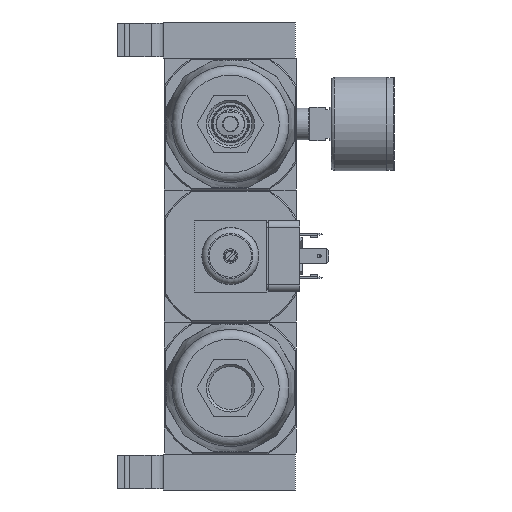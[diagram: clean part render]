
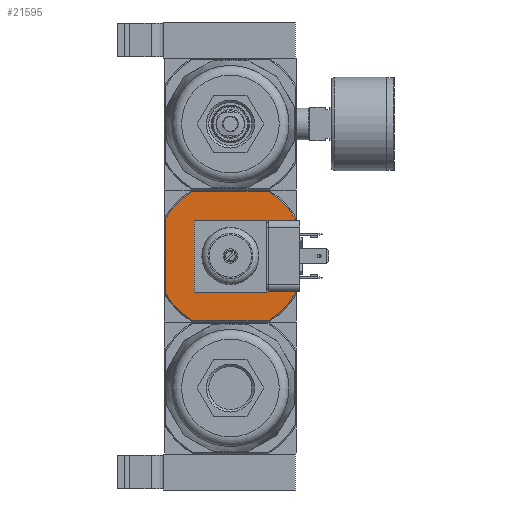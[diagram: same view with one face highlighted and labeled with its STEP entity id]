
A CAD part, front view. The second image highlights one B-rep face of the part: STEP entity #21595.
In plain terms, the highlighted planar face has unit normal (0, -1, 0).
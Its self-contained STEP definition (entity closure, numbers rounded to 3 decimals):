
#1781=CIRCLE('',#30482,6.579);
#1782=CIRCLE('',#30483,31.25);
#1783=CIRCLE('',#30484,31.25);
#1784=CIRCLE('',#30485,31.25);
#1785=CIRCLE('',#30486,31.25);
#4947=ORIENTED_EDGE('',*,*,#9821,.F.);
#4948=ORIENTED_EDGE('',*,*,#9822,.T.);
#4949=ORIENTED_EDGE('',*,*,#9823,.F.);
#4950=ORIENTED_EDGE('',*,*,#9817,.T.);
#4951=ORIENTED_EDGE('',*,*,#9824,.F.);
#4952=ORIENTED_EDGE('',*,*,#9825,.F.);
#4953=ORIENTED_EDGE('',*,*,#9826,.F.);
#4954=ORIENTED_EDGE('',*,*,#9827,.F.);
#4955=ORIENTED_EDGE('',*,*,#9828,.F.);
#9817=EDGE_CURVE('',#12515,#12516,#14278,.T.);
#9821=EDGE_CURVE('',#12519,#12519,#1781,.T.);
#9822=EDGE_CURVE('',#12520,#12521,#14280,.T.);
#9823=EDGE_CURVE('',#12515,#12521,#1782,.T.);
#9824=EDGE_CURVE('',#12522,#12516,#1783,.T.);
#9825=EDGE_CURVE('',#12523,#12522,#14281,.T.);
#9826=EDGE_CURVE('',#12524,#12523,#1784,.T.);
#9827=EDGE_CURVE('',#12525,#12524,#14282,.T.);
#9828=EDGE_CURVE('',#12520,#12525,#1785,.T.);
#12515=VERTEX_POINT('',#41925);
#12516=VERTEX_POINT('',#41926);
#12519=VERTEX_POINT('',#41940);
#12520=VERTEX_POINT('',#41942);
#12521=VERTEX_POINT('',#41943);
#12522=VERTEX_POINT('',#41946);
#12523=VERTEX_POINT('',#41948);
#12524=VERTEX_POINT('',#41950);
#12525=VERTEX_POINT('',#41952);
#14278=LINE('',#41924,#15817);
#14280=LINE('',#41941,#15819);
#14281=LINE('',#41947,#15820);
#14282=LINE('',#41951,#15821);
#15817=VECTOR('',#34531,1000.);
#15819=VECTOR('',#34537,1000.);
#15820=VECTOR('',#34542,1000.);
#15821=VECTOR('',#34545,1000.);
#17577=EDGE_LOOP('',(#4947));
#17578=EDGE_LOOP('',(#4948,#4949,#4950,#4951,#4952,#4953,#4954,#4955));
#19315=FACE_BOUND('',#17577,.T.);
#19316=FACE_BOUND('',#17578,.T.);
#20559=PLANE('',#30481);
#21595=ADVANCED_FACE('',(#19315,#19316),#20559,.F.);
#30481=AXIS2_PLACEMENT_3D('',#41938,#34533,#34534);
#30482=AXIS2_PLACEMENT_3D('',#41939,#34535,#34536);
#30483=AXIS2_PLACEMENT_3D('',#41944,#34538,#34539);
#30484=AXIS2_PLACEMENT_3D('',#41945,#34540,#34541);
#30485=AXIS2_PLACEMENT_3D('',#41949,#34543,#34544);
#30486=AXIS2_PLACEMENT_3D('',#41953,#34546,#34547);
#34531=DIRECTION('',(0.,0.,-1.));
#34533=DIRECTION('',(0.,1.,0.));
#34534=DIRECTION('',(0.,0.,1.));
#34535=DIRECTION('',(0.,-1.,0.));
#34536=DIRECTION('',(0.,0.,-1.));
#34537=DIRECTION('',(-1.,0.,0.));
#34538=DIRECTION('',(0.,1.,0.));
#34539=DIRECTION('',(-1.,0.,0.));
#34540=DIRECTION('',(0.,1.,0.));
#34541=DIRECTION('',(-1.,0.,0.));
#34542=DIRECTION('',(-1.,0.,0.));
#34543=DIRECTION('',(0.,1.,0.));
#34544=DIRECTION('',(-1.,0.,0.));
#34545=DIRECTION('',(0.,0.,-1.));
#34546=DIRECTION('',(0.,1.,0.));
#34547=DIRECTION('',(-1.,0.,0.));
#41924=CARTESIAN_POINT('',(-27.,-27.5,27.5));
#41925=CARTESIAN_POINT('',(-27.,-27.5,15.734));
#41926=CARTESIAN_POINT('',(-27.,-27.5,-15.734));
#41938=CARTESIAN_POINT('',(-27.,-27.5,27.5));
#41939=CARTESIAN_POINT('',(0.,-27.5,0.));
#41940=CARTESIAN_POINT('',(0.,-27.5,-6.579));
#41941=CARTESIAN_POINT('',(27.5,-27.5,27.));
#41942=CARTESIAN_POINT('',(15.734,-27.5,27.));
#41943=CARTESIAN_POINT('',(-15.734,-27.5,27.));
#41944=CARTESIAN_POINT('',(0.,-27.5,0.));
#41945=CARTESIAN_POINT('',(0.,-27.5,0.));
#41946=CARTESIAN_POINT('',(-15.734,-27.5,-27.));
#41947=CARTESIAN_POINT('',(27.5,-27.5,-27.));
#41948=CARTESIAN_POINT('',(15.734,-27.5,-27.));
#41949=CARTESIAN_POINT('',(0.,-27.5,0.));
#41950=CARTESIAN_POINT('',(27.,-27.5,-15.734));
#41951=CARTESIAN_POINT('',(27.,-27.5,27.5));
#41952=CARTESIAN_POINT('',(27.,-27.5,15.734));
#41953=CARTESIAN_POINT('',(0.,-27.5,0.));
